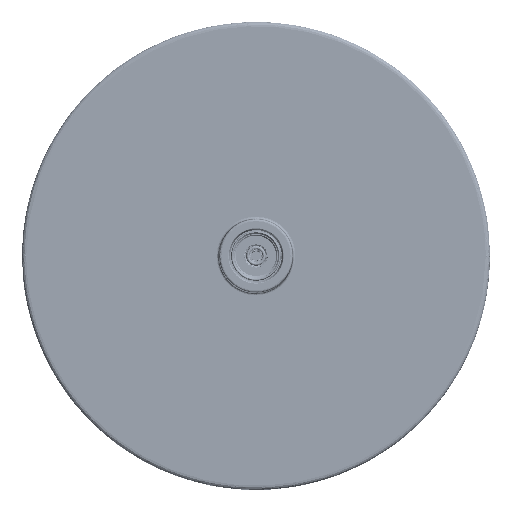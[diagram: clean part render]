
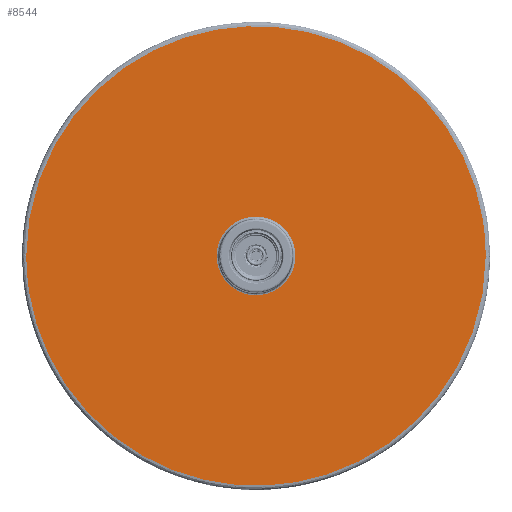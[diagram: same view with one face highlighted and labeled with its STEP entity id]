
A CAD part, top view. The second image highlights one B-rep face of the part: STEP entity #8544.
In plain terms, the highlighted planar face has unit normal (0, 0, 1).
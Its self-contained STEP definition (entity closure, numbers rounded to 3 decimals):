
#834=FACE_BOUND('',#17111,.T.);
#4096=PLANE('',#60029);
#8544=ADVANCED_FACE('',(#12424,#834),#4096,.T.);
#12424=FACE_OUTER_BOUND('',#17110,.T.);
#17110=EDGE_LOOP('',(#30648,#30649));
#17111=EDGE_LOOP('',(#30650,#30651));
#30648=ORIENTED_EDGE('',*,*,#42253,.F.);
#30649=ORIENTED_EDGE('',*,*,#42250,.F.);
#30650=ORIENTED_EDGE('',*,*,#42248,.F.);
#30651=ORIENTED_EDGE('',*,*,#42246,.F.);
#42246=EDGE_CURVE('',#55285,#55286,#49674,.T.);
#42248=EDGE_CURVE('',#55286,#55285,#49676,.T.);
#42250=EDGE_CURVE('',#55287,#55288,#49678,.T.);
#42253=EDGE_CURVE('',#55288,#55287,#49681,.T.);
#49674=(
BOUNDED_CURVE()
B_SPLINE_CURVE(2,(#144436,#144437,#144438,#144439,#144440),
 .UNSPECIFIED.,.F.,.F.)
B_SPLINE_CURVE_WITH_KNOTS((3,2,3),(0.009,1.58,
3.15),.UNSPECIFIED.)
CURVE()
GEOMETRIC_REPRESENTATION_ITEM()
RATIONAL_B_SPLINE_CURVE((1.,0.707,1.,0.707,1.))
REPRESENTATION_ITEM('')
);
#49676=(
BOUNDED_CURVE()
B_SPLINE_CURVE(2,(#144444,#144445,#144446,#144447,#144448),
 .UNSPECIFIED.,.F.,.F.)
B_SPLINE_CURVE_WITH_KNOTS((3,2,3),(0.009,1.58,
3.15),.UNSPECIFIED.)
CURVE()
GEOMETRIC_REPRESENTATION_ITEM()
RATIONAL_B_SPLINE_CURVE((1.,0.707,1.,0.707,1.))
REPRESENTATION_ITEM('')
);
#49678=(
BOUNDED_CURVE()
B_SPLINE_CURVE(2,(#144452,#144453,#144454,#144455,#144456),
 .UNSPECIFIED.,.F.,.F.)
B_SPLINE_CURVE_WITH_KNOTS((3,2,3),(-6.282,-4.711,
-3.14),.UNSPECIFIED.)
CURVE()
GEOMETRIC_REPRESENTATION_ITEM()
RATIONAL_B_SPLINE_CURVE((1.,0.707,1.,0.707,1.))
REPRESENTATION_ITEM('')
);
#49681=(
BOUNDED_CURVE()
B_SPLINE_CURVE(2,(#144465,#144466,#144467,#144468,#144469),
 .UNSPECIFIED.,.F.,.F.)
B_SPLINE_CURVE_WITH_KNOTS((3,2,3),(-6.282,-4.711,
-3.14),.UNSPECIFIED.)
CURVE()
GEOMETRIC_REPRESENTATION_ITEM()
RATIONAL_B_SPLINE_CURVE((1.,0.707,1.,0.707,1.))
REPRESENTATION_ITEM('')
);
#55285=VERTEX_POINT('',#137768);
#55286=VERTEX_POINT('',#137769);
#55287=VERTEX_POINT('',#137770);
#55288=VERTEX_POINT('',#137771);
#60029=AXIS2_PLACEMENT_3D('',#137321,#62217,$);
#62217=DIRECTION('',(0.,0.,1.));
#137321=CARTESIAN_POINT('',(-108.001,-108.001,-38.745));
#137768=CARTESIAN_POINT('',(0.,18.5,-38.745));
#137769=CARTESIAN_POINT('',(0.,-18.5,-38.745));
#137770=CARTESIAN_POINT('',(-108.,0.,-38.745));
#137771=CARTESIAN_POINT('',(108.,0.,-38.745));
#144436=CARTESIAN_POINT('',(0.,18.5,-38.745));
#144437=CARTESIAN_POINT('',(-18.5,18.5,-38.745));
#144438=CARTESIAN_POINT('',(-18.5,0.,-38.745));
#144439=CARTESIAN_POINT('',(-18.5,-18.5,-38.745));
#144440=CARTESIAN_POINT('',(0.,-18.5,-38.745));
#144444=CARTESIAN_POINT('',(0.,-18.5,-38.745));
#144445=CARTESIAN_POINT('',(18.5,-18.5,-38.745));
#144446=CARTESIAN_POINT('',(18.5,0.,-38.745));
#144447=CARTESIAN_POINT('',(18.5,18.5,-38.745));
#144448=CARTESIAN_POINT('',(0.,18.5,-38.745));
#144452=CARTESIAN_POINT('',(-108.,0.,-38.745));
#144453=CARTESIAN_POINT('',(-108.,108.,-38.745));
#144454=CARTESIAN_POINT('',(0.,108.,-38.745));
#144455=CARTESIAN_POINT('',(108.,108.,-38.745));
#144456=CARTESIAN_POINT('',(108.,0.,-38.745));
#144465=CARTESIAN_POINT('',(108.,0.,-38.745));
#144466=CARTESIAN_POINT('',(108.,-108.,-38.745));
#144467=CARTESIAN_POINT('',(0.,-108.,-38.745));
#144468=CARTESIAN_POINT('',(-108.,-108.,-38.745));
#144469=CARTESIAN_POINT('',(-108.,0.,-38.745));
